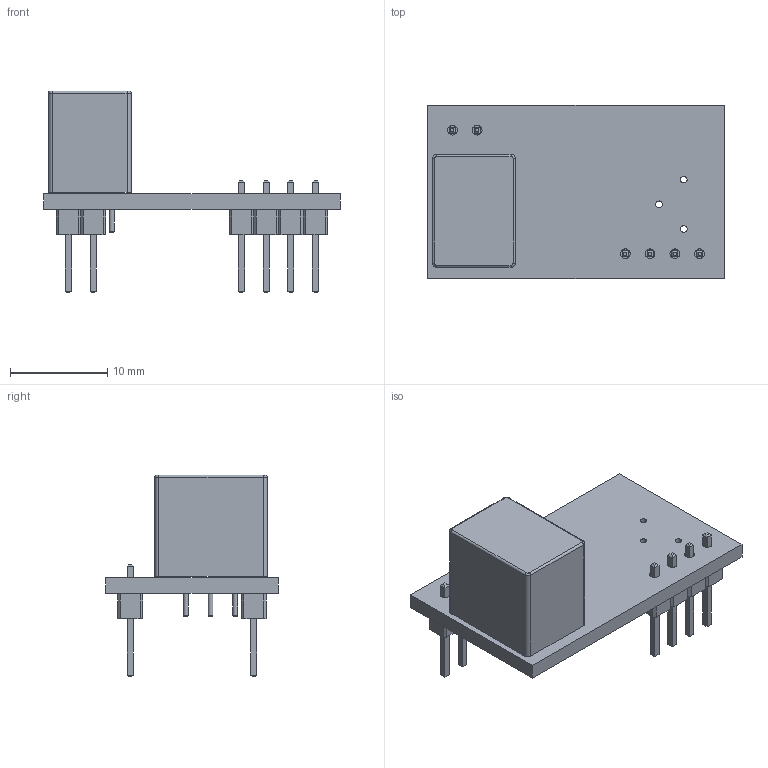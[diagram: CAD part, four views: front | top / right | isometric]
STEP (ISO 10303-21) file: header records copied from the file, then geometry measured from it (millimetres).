
FILE_DESCRIPTION(('KiCad electronic assembly'),'2;1');
FILE_NAME('power module.step','2021-01-23T21:25:26',('An Author'),( 'A Company'),'Open CASCADE STEP processor 6.9', 'KiCad to STEP converter','Unknown');
FILE_SCHEMA(('AUTOMOTIVE_DESIGN { 1 0 10303 214 1 1 1 1 }'));
Length unit declared in the file: millimetre
Products named in the file (8): Open CASCADE STEP translator 6.9 1; PinHeader_1x02_P2.54mm_Vertical; SOLID; PinHeader_1x04_P2.54mm_Vertical; Converter_DCDC_RECOM_R-78E-0.5_THT; COMPOUND
Assembly tree (7 placements, depth 3):
  Open CASCADE STEP translator 6.9 1
    PinHeader_1x02_P2.54mm_Vertical
      SOLID
    PinHeader_1x04_P2.54mm_Vertical
      SOLID
    Converter_DCDC_RECOM_R-78E-0.5_THT
      SOLID
    COMPOUND
Bounding box: 30.48 x 17.78 x 20.74 mm (x, y, z)
Volume: 1998 mm3; surface area: 2215.6 mm2
Topology: 4 solids, 4 shells, 197 faces, 463 edges, 289 vertices
Faces by surface type: plane 167, cylinder 23, torus 7
Full cylindrical faces by diameter (mm): 0.5 x3, 0.69 x3, 1 x9
Entity records: 13063 total; most frequent: CARTESIAN_POINT 2057, DIRECTION 1826, LINE 1295, VECTOR 1295, ORIENTED_EDGE 926, PCURVE 926, DEFINITIONAL_REPRESENTATION 926, EDGE_CURVE 463
